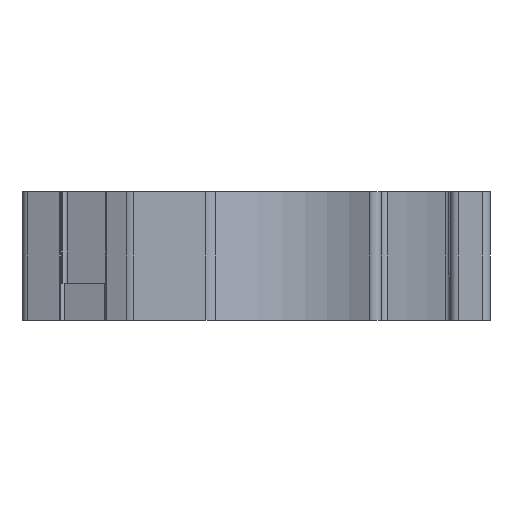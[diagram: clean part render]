
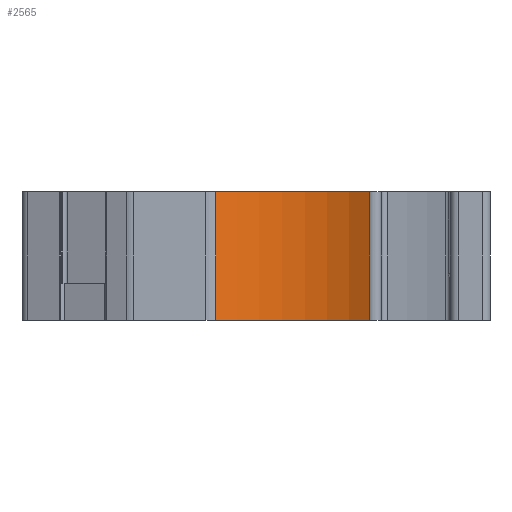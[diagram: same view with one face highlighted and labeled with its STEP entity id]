
A CAD part, left-side view. The second image highlights one B-rep face of the part: STEP entity #2565.
In plain terms, the highlighted cylindrical face has radius 19 mm (diameter 38 mm), a partial arc.
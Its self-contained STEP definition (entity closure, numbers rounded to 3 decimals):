
#2097=CYLINDRICAL_SURFACE('',#8596,19.);
#2286=CIRCLE('',#8467,19.);
#2306=CIRCLE('',#8489,19.);
#2565=ADVANCED_FACE('',(#3080),#2097,.F.);
#3080=FACE_OUTER_BOUND('',#3412,.T.);
#3412=EDGE_LOOP('',(#4774,#4775,#4776,#4777));
#4774=ORIENTED_EDGE('',*,*,#6566,.T.);
#4775=ORIENTED_EDGE('',*,*,#6735,.T.);
#4776=ORIENTED_EDGE('',*,*,#6509,.F.);
#4777=ORIENTED_EDGE('',*,*,#6736,.F.);
#5783=VERTEX_POINT('',#11644);
#5784=VERTEX_POINT('',#11646);
#5834=VERTEX_POINT('',#11754);
#5835=VERTEX_POINT('',#11756);
#6509=EDGE_CURVE('',#5783,#5784,#2286,.T.);
#6566=EDGE_CURVE('',#5835,#5834,#2306,.T.);
#6735=EDGE_CURVE('',#5834,#5784,#7425,.T.);
#6736=EDGE_CURVE('',#5835,#5783,#7426,.T.);
#7425=LINE('',#12091,#8093);
#7426=LINE('',#12093,#8094);
#8093=VECTOR('',#10139,1.);
#8094=VECTOR('',#10142,1.);
#8467=AXIS2_PLACEMENT_3D('',#11645,#9720,#9721);
#8489=AXIS2_PLACEMENT_3D('',#11755,#9801,#9802);
#8596=AXIS2_PLACEMENT_3D('',#12094,#10143,#10144);
#9720=DIRECTION('',(0.,0.,1.));
#9721=DIRECTION('',(1.,0.,0.));
#9801=DIRECTION('',(0.,0.,1.));
#9802=DIRECTION('',(1.,0.,0.));
#10139=DIRECTION('',(0.,0.,-1.));
#10142=DIRECTION('',(0.,0.,-1.));
#10143=DIRECTION('',(0.,0.,1.));
#10144=DIRECTION('',(1.,0.,0.));
#11644=CARTESIAN_POINT('',(-51.662,7.957,-16.1));
#11645=CARTESIAN_POINT('',(-67.943,17.752,-16.1));
#11646=CARTESIAN_POINT('',(-51.468,27.217,-16.1));
#11754=CARTESIAN_POINT('',(-51.468,27.217,0.));
#11755=CARTESIAN_POINT('',(-67.943,17.752,0.));
#11756=CARTESIAN_POINT('',(-51.662,7.957,0.));
#12091=CARTESIAN_POINT('',(-51.468,27.217,-16.1));
#12093=CARTESIAN_POINT('',(-51.662,7.957,-16.1));
#12094=CARTESIAN_POINT('',(-67.943,17.752,-16.1));
